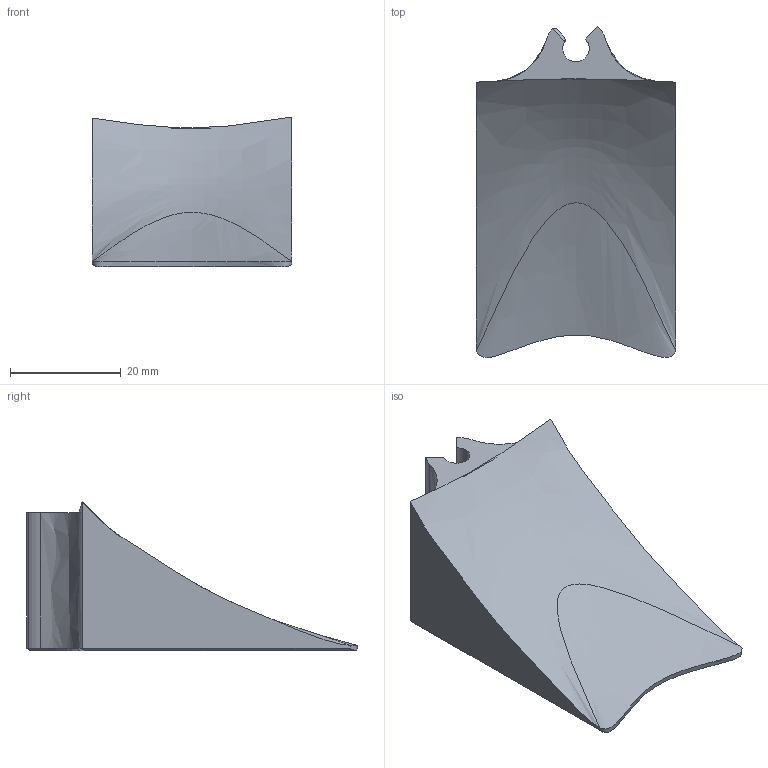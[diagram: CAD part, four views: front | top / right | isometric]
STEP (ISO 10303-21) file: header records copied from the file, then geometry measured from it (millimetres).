
FILE_DESCRIPTION(/* description */ ('STEP AP242','CAx-IF Rec.Pracs.---Representation and Presentation of Product Manufacturing Information (PMI)---4.0---2014-10-13','CAx-IF Rec.Pracs.---3D Tessellated Geometry---0.4---2014-09-14','2;1'),/* implementation_level */ '2;1');
FILE_NAME(/* name */ '62e98bf9f8bb332e4a3b62c4',/* time_stamp */ '2022-08-02T20:41:29+00:00',/* author */ (''),/* organization */ (''),/* preprocessor_version */ 'ST-DEVELOPER v18.102',/* originating_system */ ' ',/* authorisation */ ' ');
FILE_SCHEMA (('AP242_MANAGED_MODEL_BASED_3D_ENGINEERING_MIM_LF { 1 0 10303 442 1 1 4 }'));
Length unit declared in the file: metre
Products named in the file (1): temp
Bounding box: 36 x 59.75 x 27.06 mm (x, y, z)
Volume: 21261.3 mm3; surface area: 6394.1 mm2
Topology: 1 solids, 1 shells, 34 faces, 80 edges, 47 vertices
Faces by surface type: plane 17, bspline 10, cylinder 4, cone 3
Entity records: 1748 total; most frequent: CARTESIAN_POINT 1055, ORIENTED_EDGE 156, DIRECTION 104, EDGE_CURVE 78, VERTEX_POINT 47, AXIS2_PLACEMENT_3D 36, B_SPLINE_CURVE_WITH_KNOTS 35, EDGE_LOOP 35
